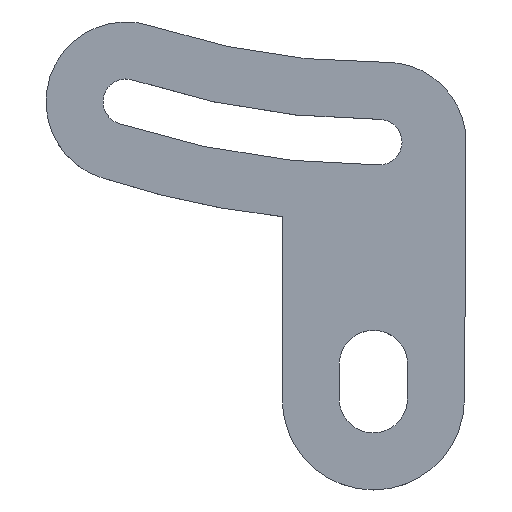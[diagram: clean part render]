
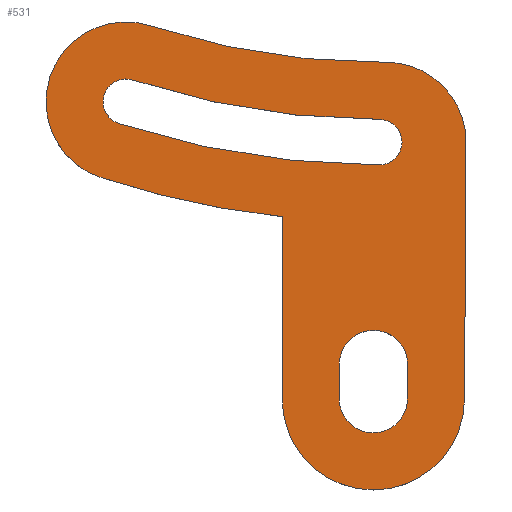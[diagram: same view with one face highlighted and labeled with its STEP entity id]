
A CAD part, top view. The second image highlights one B-rep face of the part: STEP entity #531.
In plain terms, the highlighted planar face has unit normal (0, 0, 1).
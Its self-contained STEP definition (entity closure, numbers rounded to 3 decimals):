
#24 = VERTEX_POINT('',#25);
#25 = CARTESIAN_POINT('',(15.214,-0.072,5.));
#31 = EDGE_CURVE('',#24,#32,#34,.T.);
#32 = VERTEX_POINT('',#33);
#33 = CARTESIAN_POINT('',(1.095,14.005,5.));
#34 = CIRCLE('',#35,14.);
#35 = AXIS2_PLACEMENT_3D('',#36,#37,#38);
#36 = CARTESIAN_POINT('',(1.214,0.005,5.));
#37 = DIRECTION('',(0.,0.,1.));
#38 = DIRECTION('',(1.,0.,0.));
#66 = VERTEX_POINT('',#67);
#67 = CARTESIAN_POINT('',(-40.089,20.387,5.));
#73 = EDGE_CURVE('',#66,#32,#74,.T.);
#74 = CIRCLE('',#75,129.);
#75 = AXIS2_PLACEMENT_3D('',#76,#77,#78);
#76 = CARTESIAN_POINT('',(0.,143.,5.));
#77 = DIRECTION('',(0.,0.,1.));
#78 = DIRECTION('',(1.,0.,0.));
#97 = EDGE_CURVE('',#66,#98,#100,.T.);
#98 = VERTEX_POINT('',#99);
#99 = CARTESIAN_POINT('',(-48.79,-6.226,5.));
#100 = CIRCLE('',#101,14.);
#101 = AXIS2_PLACEMENT_3D('',#102,#103,#104);
#102 = CARTESIAN_POINT('',(-44.439,7.08,5.));
#103 = DIRECTION('',(0.,0.,1.));
#104 = DIRECTION('',(1.,0.,0.));
#130 = EDGE_CURVE('',#98,#131,#133,.T.);
#131 = VERTEX_POINT('',#132);
#132 = CARTESIAN_POINT('',(-17.033,-13.073,5.));
#133 = CIRCLE('',#134,157.);
#134 = AXIS2_PLACEMENT_3D('',#135,#136,#137);
#135 = CARTESIAN_POINT('',(0.,143.,5.));
#136 = DIRECTION('',(0.,0.,1.));
#137 = DIRECTION('',(1.,0.,0.));
#165 = VERTEX_POINT('',#166);
#166 = CARTESIAN_POINT('',(-17.033,-44.997,5.));
#172 = EDGE_CURVE('',#165,#131,#173,.T.);
#173 = LINE('',#174,#175);
#174 = CARTESIAN_POINT('',(-17.033,-44.997,5.));
#175 = VECTOR('',#176,1.);
#176 = DIRECTION('',(0.,1.,0.));
#194 = EDGE_CURVE('',#165,#195,#197,.T.);
#195 = VERTEX_POINT('',#196);
#196 = CARTESIAN_POINT('',(14.967,-44.997,5.));
#197 = CIRCLE('',#198,16.);
#198 = AXIS2_PLACEMENT_3D('',#199,#200,#201);
#199 = CARTESIAN_POINT('',(-1.033,-44.997,5.));
#200 = DIRECTION('',(0.,0.,1.));
#201 = DIRECTION('',(1.,0.,0.));
#227 = EDGE_CURVE('',#24,#195,#228,.T.);
#228 = LINE('',#229,#230);
#229 = CARTESIAN_POINT('',(15.214,-0.072,5.));
#230 = VECTOR('',#231,1.);
#231 = DIRECTION('',(-0.005,-1.,0.));
#251 = VERTEX_POINT('',#252);
#252 = CARTESIAN_POINT('',(0.,-4.,5.));
#258 = EDGE_CURVE('',#251,#259,#261,.T.);
#259 = VERTEX_POINT('',#260);
#260 = CARTESIAN_POINT('',(0.,4.,5.));
#261 = CIRCLE('',#262,4.);
#262 = AXIS2_PLACEMENT_3D('',#263,#264,#265);
#263 = CARTESIAN_POINT('',(0.,0.,5.));
#264 = DIRECTION('',(0.,0.,1.));
#265 = DIRECTION('',(1.,0.,0.));
#293 = VERTEX_POINT('',#294);
#294 = CARTESIAN_POINT('',(-43.196,10.882,5.));
#300 = EDGE_CURVE('',#293,#259,#301,.T.);
#301 = CIRCLE('',#302,139.);
#302 = AXIS2_PLACEMENT_3D('',#303,#304,#305);
#303 = CARTESIAN_POINT('',(0.,143.,5.));
#304 = DIRECTION('',(0.,0.,1.));
#305 = DIRECTION('',(1.,0.,0.));
#324 = EDGE_CURVE('',#293,#325,#327,.T.);
#325 = VERTEX_POINT('',#326);
#326 = CARTESIAN_POINT('',(-45.683,3.278,5.));
#327 = CIRCLE('',#328,4.);
#328 = AXIS2_PLACEMENT_3D('',#329,#330,#331);
#329 = CARTESIAN_POINT('',(-44.439,7.08,5.));
#330 = DIRECTION('',(0.,0.,1.));
#331 = DIRECTION('',(1.,0.,0.));
#357 = EDGE_CURVE('',#325,#251,#358,.T.);
#358 = CIRCLE('',#359,147.);
#359 = AXIS2_PLACEMENT_3D('',#360,#361,#362);
#360 = CARTESIAN_POINT('',(0.,143.,5.));
#361 = DIRECTION('',(0.,0.,1.));
#362 = DIRECTION('',(1.,0.,0.));
#383 = VERTEX_POINT('',#384);
#384 = CARTESIAN_POINT('',(5.,-39.03,5.));
#390 = EDGE_CURVE('',#383,#391,#393,.T.);
#391 = VERTEX_POINT('',#392);
#392 = CARTESIAN_POINT('',(-7.,-38.964,5.));
#393 = CIRCLE('',#394,6.);
#394 = AXIS2_PLACEMENT_3D('',#395,#396,#397);
#395 = CARTESIAN_POINT('',(-1.,-38.997,5.));
#396 = DIRECTION('',(0.,0.,1.));
#397 = DIRECTION('',(1.,0.,0.));
#423 = EDGE_CURVE('',#391,#424,#426,.T.);
#424 = VERTEX_POINT('',#425);
#425 = CARTESIAN_POINT('',(-7.033,-44.964,5.));
#426 = LINE('',#427,#428);
#427 = CARTESIAN_POINT('',(-7.,-38.964,5.));
#428 = VECTOR('',#429,1.);
#429 = DIRECTION('',(-0.005,-1.,0.));
#454 = EDGE_CURVE('',#424,#455,#457,.T.);
#455 = VERTEX_POINT('',#456);
#456 = CARTESIAN_POINT('',(4.967,-45.03,5.));
#457 = CIRCLE('',#458,6.);
#458 = AXIS2_PLACEMENT_3D('',#459,#460,#461);
#459 = CARTESIAN_POINT('',(-1.033,-44.997,5.));
#460 = DIRECTION('',(0.,0.,1.));
#461 = DIRECTION('',(1.,0.,0.));
#487 = EDGE_CURVE('',#455,#383,#488,.T.);
#488 = LINE('',#489,#490);
#489 = CARTESIAN_POINT('',(4.967,-45.03,5.));
#490 = VECTOR('',#491,1.);
#491 = DIRECTION('',(0.005,1.,0.));
#531 = ADVANCED_FACE('',(#532,#541,#547),#553,.T.);
#532 = FACE_BOUND('',#533,.T.);
#533 = EDGE_LOOP('',(#534,#535,#536,#537,#538,#539,#540));
#534 = ORIENTED_EDGE('',*,*,#31,.T.);
#535 = ORIENTED_EDGE('',*,*,#73,.F.);
#536 = ORIENTED_EDGE('',*,*,#97,.T.);
#537 = ORIENTED_EDGE('',*,*,#130,.T.);
#538 = ORIENTED_EDGE('',*,*,#172,.F.);
#539 = ORIENTED_EDGE('',*,*,#194,.T.);
#540 = ORIENTED_EDGE('',*,*,#227,.F.);
#541 = FACE_BOUND('',#542,.F.);
#542 = EDGE_LOOP('',(#543,#544,#545,#546));
#543 = ORIENTED_EDGE('',*,*,#258,.T.);
#544 = ORIENTED_EDGE('',*,*,#300,.F.);
#545 = ORIENTED_EDGE('',*,*,#324,.T.);
#546 = ORIENTED_EDGE('',*,*,#357,.T.);
#547 = FACE_BOUND('',#548,.F.);
#548 = EDGE_LOOP('',(#549,#550,#551,#552));
#549 = ORIENTED_EDGE('',*,*,#390,.T.);
#550 = ORIENTED_EDGE('',*,*,#423,.T.);
#551 = ORIENTED_EDGE('',*,*,#454,.T.);
#552 = ORIENTED_EDGE('',*,*,#487,.T.);
#553 = PLANE('',#554);
#554 = AXIS2_PLACEMENT_3D('',#555,#556,#557);
#555 = CARTESIAN_POINT('',(-15.015,-12.473,5.));
#556 = DIRECTION('',(0.,0.,1.));
#557 = DIRECTION('',(1.,0.,0.));
